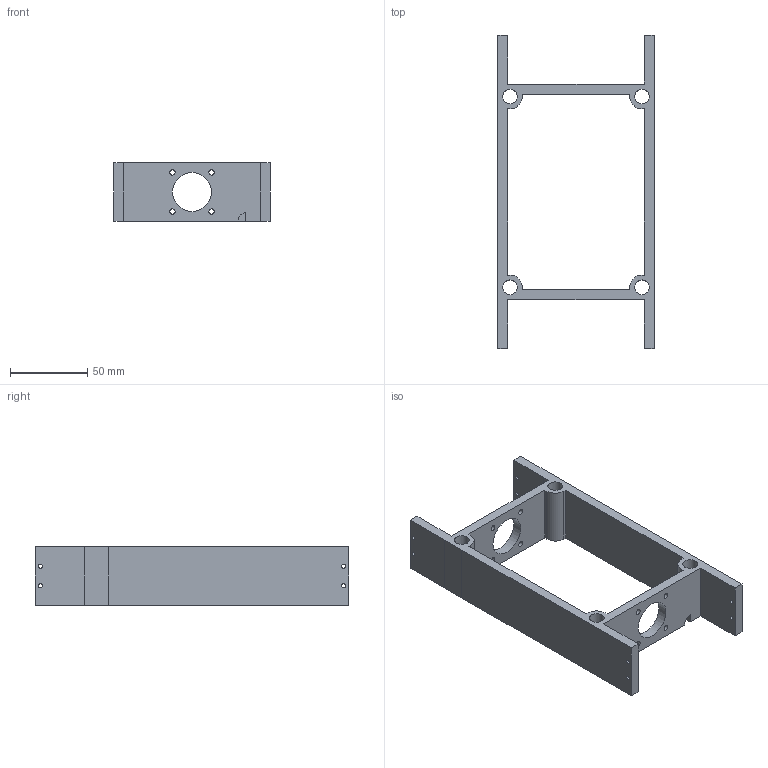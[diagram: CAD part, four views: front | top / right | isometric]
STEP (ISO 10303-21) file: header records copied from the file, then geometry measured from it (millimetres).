
FILE_DESCRIPTION(/* description */ (''),/* implementation_level */ '2;1');
FILE_NAME(/* name */ 'MainBody_TPU_.25inch.step',/* time_stamp */ '2023-04-13T17:19:51-04:00',/* author */ (''),/* organization */ (''),/* preprocessor_version */ 'ST-DEVELOPER v19.2',/* originating_system */ 'Autodesk Translation Framework v12.4.0.73',/* authorisation */ '');
FILE_SCHEMA (('AUTOMOTIVE_DESIGN { 1 0 10303 214 3 1 1 }'));
Length unit declared in the file: inch
Products named in the file (1): WhirlWax_Inside
Bounding box: 101.6 x 203.2 x 38.1 mm (x, y, z)
Volume: 134937.1 mm3; surface area: 55748.7 mm2
Topology: 1 solids, 1 shells, 60 faces, 176 edges, 117 vertices
Faces by surface type: plane 33, cylinder 27
Full cylindrical faces by diameter (mm): 2.54 x8, 3.454 x8, 9.525 x4, 25.4 x2
Entity records: 2133 total; most frequent: CARTESIAN_POINT 354, ORIENTED_EDGE 352, DIRECTION 352, EDGE_CURVE 176, LINE 122, VECTOR 122, VERTEX_POINT 117, AXIS2_PLACEMENT_3D 115
